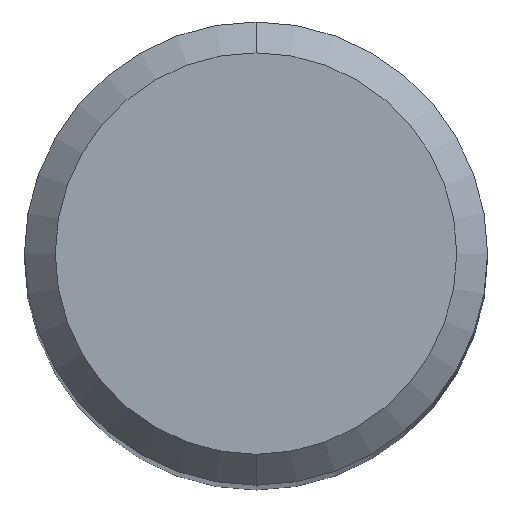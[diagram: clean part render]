
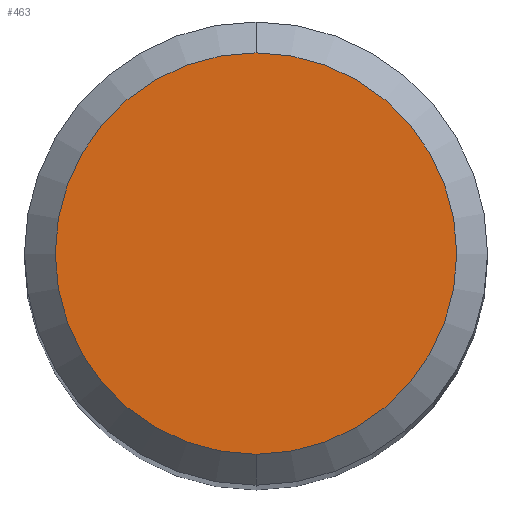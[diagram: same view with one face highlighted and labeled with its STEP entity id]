
A CAD part, top view. The second image highlights one B-rep face of the part: STEP entity #463.
In plain terms, the highlighted planar face has unit normal (0, 0, 1).
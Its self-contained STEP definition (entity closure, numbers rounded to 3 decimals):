
#211=VERTEX_POINT('',#521);
#263=EDGE_CURVE('',#211,#315,#576,.T.);
#299=EDGE_CURVE('',#315,#211,#616,.T.);
#315=VERTEX_POINT('',#632);
#463=ADVANCED_FACE('',(#799),#800,.T.);
#521=CARTESIAN_POINT('',(0.,-2.6,0.0));
#576=CIRCLE('',#997,2.6);
#616=CIRCLE('',#1057,2.6);
#632=CARTESIAN_POINT('',(0.0,2.6,0.0));
#799=FACE_OUTER_BOUND('',#1442,.T.);
#800=PLANE('',#1443);
#997=AXIS2_PLACEMENT_3D('',#1536,#1537,#1538);
#1057=AXIS2_PLACEMENT_3D('',#1592,#1593,#1594);
#1442=EDGE_LOOP('',(#1800,#1801));
#1443=AXIS2_PLACEMENT_3D('',#1802,#1803,#1804);
#1536=CARTESIAN_POINT('',(0.0,0.0,0.0));
#1537=DIRECTION('',(0.0,0.0,-1.0));
#1538=DIRECTION('',(0.0,1.0,0.0));
#1592=CARTESIAN_POINT('',(0.0,0.0,0.0));
#1593=DIRECTION('',(0.0,0.0,-1.0));
#1594=DIRECTION('',(0.0,1.0,0.0));
#1800=ORIENTED_EDGE('',*,*,#299,.F.);
#1801=ORIENTED_EDGE('',*,*,#263,.F.);
#1802=CARTESIAN_POINT('',(0.0,1.3,0.0));
#1803=DIRECTION('',(-0.0,0.0,1.0));
#1804=DIRECTION('',(0.0,-1.0,0.0));
